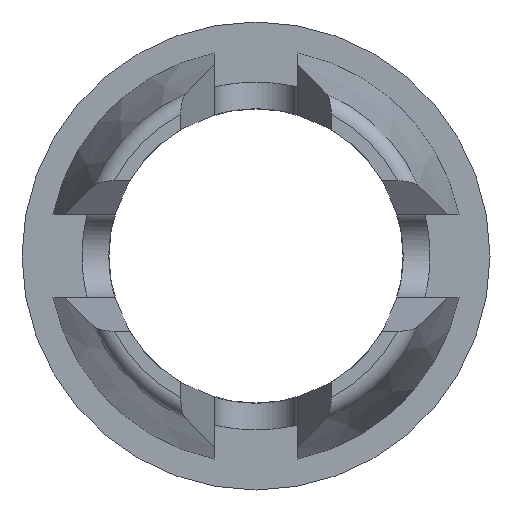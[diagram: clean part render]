
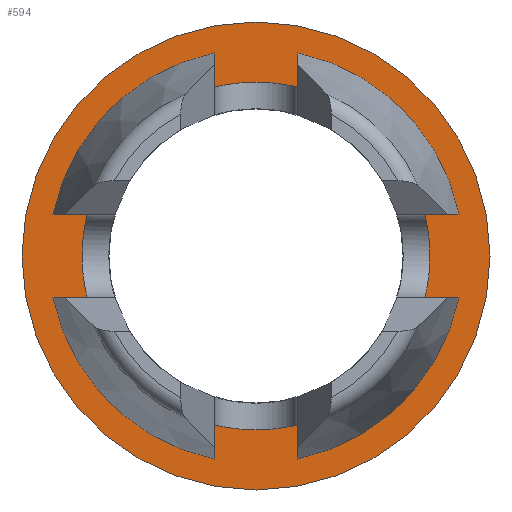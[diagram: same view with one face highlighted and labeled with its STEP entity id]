
A CAD part, front view. The second image highlights one B-rep face of the part: STEP entity #594.
In plain terms, the highlighted planar face has unit normal (0, -1, 0).
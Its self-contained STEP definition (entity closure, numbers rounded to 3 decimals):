
#427 = VERTEX_POINT ( 'NONE', #4434 ) ;
#429 = EDGE_CURVE ( 'NONE', #430, #427, #4433, .T. ) ;
#430 = VERTEX_POINT ( 'NONE', #4504 ) ;
#594 = ADVANCED_FACE ( 'NONE', ( #4814, #4813 ), #4819, .T. ) ;
#595 = EDGE_LOOP ( 'NONE', ( #596, #597 ) ) ;
#596 = ORIENTED_EDGE ( 'NONE', *, *, #429, .T. ) ;
#597 = ORIENTED_EDGE ( 'NONE', *, *, #598, .T. ) ;
#598 = EDGE_CURVE ( 'NONE', #427, #430, #4808, .T. ) ;
#599 = EDGE_LOOP ( 'NONE', ( #600, #601 ) ) ;
#600 = ORIENTED_EDGE ( 'NONE', *, *, #3144, .F. ) ;
#601 = ORIENTED_EDGE ( 'NONE', *, *, #602, .F. ) ;
#602 = EDGE_CURVE ( 'NONE', #3146, #3145, #4803, .T. ) ;
#3144 = EDGE_CURVE ( 'NONE', #3145, #3146, #12447, .T. ) ;
#3145 = VERTEX_POINT ( 'NONE', #12443 ) ;
#3146 = VERTEX_POINT ( 'NONE', #12442 ) ;
#4432 = AXIS2_PLACEMENT_3D ( 'NONE', #4507, #4506, #4505 ) ;
#4433 = CIRCLE ( 'NONE', #4432, 7. ) ;
#4434 = CARTESIAN_POINT ( 'NONE',  ( 0., 8., 7. ) ) ;
#4504 = CARTESIAN_POINT ( 'NONE',  ( 0., 8., -7. ) ) ;
#4505 = DIRECTION ( 'NONE',  ( 0., 0., -1. ) ) ;
#4506 = DIRECTION ( 'NONE',  ( 0., -1., 0. ) ) ;
#4507 = CARTESIAN_POINT ( 'NONE',  ( 0., 8., 0. ) ) ;
#4799 = DIRECTION ( 'NONE',  ( 0., 0., -1. ) ) ;
#4800 = DIRECTION ( 'NONE',  ( 0., -1., 0. ) ) ;
#4801 = CARTESIAN_POINT ( 'NONE',  ( 0., 8., 0. ) ) ;
#4802 = AXIS2_PLACEMENT_3D ( 'NONE', #4801, #4800, #4799 ) ;
#4803 = CIRCLE ( 'NONE', #4802, 5.2 ) ;
#4804 = DIRECTION ( 'NONE',  ( 0., 0., -1. ) ) ;
#4805 = DIRECTION ( 'NONE',  ( 0., -1., 0. ) ) ;
#4806 = CARTESIAN_POINT ( 'NONE',  ( 0., 8., 0. ) ) ;
#4807 = AXIS2_PLACEMENT_3D ( 'NONE', #4806, #4805, #4804 ) ;
#4808 = CIRCLE ( 'NONE', #4807, 7. ) ;
#4809 = DIRECTION ( 'NONE',  ( 0., 0., -1. ) ) ;
#4810 = DIRECTION ( 'NONE',  ( 0., -1., 0. ) ) ;
#4811 = CARTESIAN_POINT ( 'NONE',  ( 7., 8., 0. ) ) ;
#4812 = AXIS2_PLACEMENT_3D ( 'NONE', #4811, #4810, #4809 ) ;
#4813 = FACE_BOUND ( 'NONE', #599, .T. ) ;
#4814 = FACE_OUTER_BOUND ( 'NONE', #595, .T. ) ;
#4819 = PLANE ( 'NONE',  #4812 ) ;
#12442 = CARTESIAN_POINT ( 'NONE',  ( 0., 8., 5.2 ) ) ;
#12443 = CARTESIAN_POINT ( 'NONE',  ( 0., 8., -5.2 ) ) ;
#12444 = DIRECTION ( 'NONE',  ( 0., 0., -1. ) ) ;
#12445 = DIRECTION ( 'NONE',  ( 0., -1., 0. ) ) ;
#12446 = AXIS2_PLACEMENT_3D ( 'NONE', #12452, #12445, #12444 ) ;
#12447 = CIRCLE ( 'NONE', #12446, 5.2 ) ;
#12452 = CARTESIAN_POINT ( 'NONE',  ( 0., 8., 0. ) ) ;
